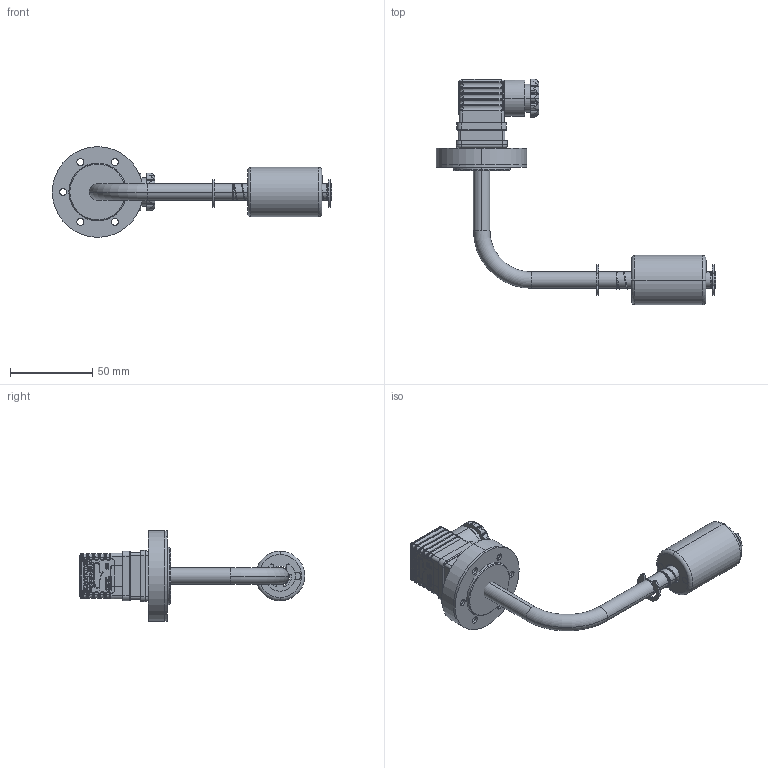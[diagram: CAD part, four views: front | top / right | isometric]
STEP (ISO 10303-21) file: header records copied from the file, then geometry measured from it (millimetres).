
FILE_DESCRIPTION (( 'STEP AP214' ), '1' );
FILE_NAME ('PG30.STEP', '2020-02-12T15:56:26', ( '' ), ( '' ), 'SwSTEP 2.0', 'SolidWorks 2019', '' );
FILE_SCHEMA (( 'AUTOMOTIVE_DESIGN' ));
Length unit declared in the file: millimetre
Products named in the file (1): PG30
Bounding box: 169.5 x 136.95 x 55 mm (x, y, z)
Surface area: 35056.5 mm2 (no closed solid volume)
Topology: 0 solids, 95 shells, 617 faces, 3801 edges, 3258 vertices
Faces by surface type: cylinder 240, plane 221, bspline 97, torus 43, sphere 10, cone 6
Entity records: 68816 total; most frequent: CARTESIAN_POINT 36368, ORIENTED_EDGE 4953, DIRECTION 4053, EDGE_CURVE 3795, VERTEX_POINT 3258, LINE 1805, VECTOR 1805, B_SPLINE_CURVE_WITH_KNOTS 1348
